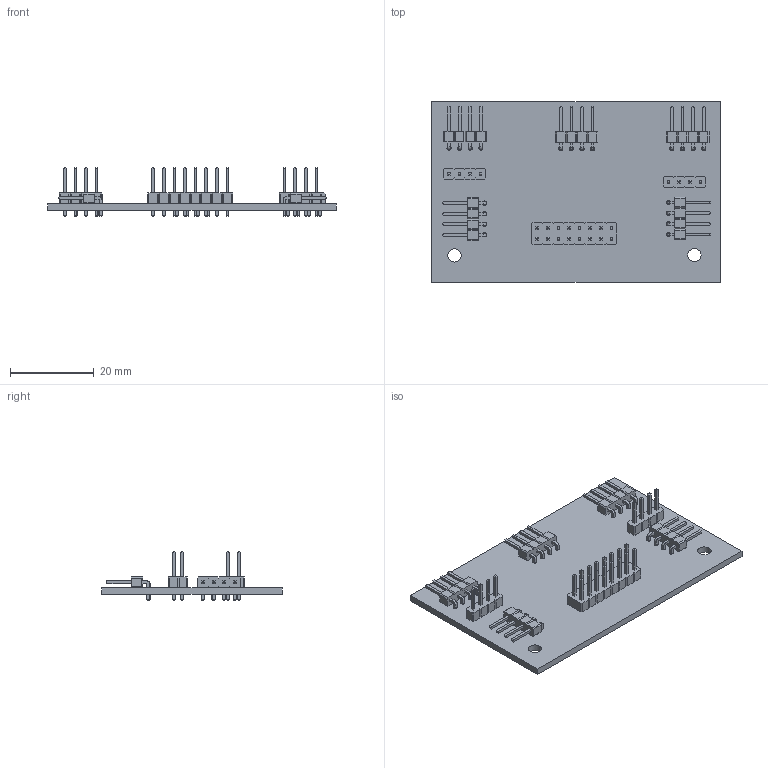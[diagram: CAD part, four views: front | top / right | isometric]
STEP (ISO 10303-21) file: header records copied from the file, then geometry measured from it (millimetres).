
FILE_DESCRIPTION(('KiCad electronic assembly'),'2;1');
FILE_NAME('PCB de Sensores V2.step','2024-08-30T17:56:45',('Pcbnew'),( 'Kicad'),'Open CASCADE STEP processor 7.7','KiCad to STEP converter' ,'Unknown');
FILE_SCHEMA(('AUTOMOTIVE_DESIGN { 1 0 10303 214 1 1 1 1 }'));
Length unit declared in the file: millimetre
Products named in the file (8): PCB de Sensores V2 1; PinHeader_1x04_P2.54mm_Horizontal; PinHeader_1x04_P254mm_Horizontal; PinHeader_1x04_P2.54mm_Vertical; PinHeader_1x04_P254mm_Vertical; PinHeader_2x08_P2.54mm_Vertical; PinHeader_2x08_P254mm_Vertical; _autosave-PCB de Sensores V2_PCB
Assembly tree (12 placements, depth 3):
  PCB de Sensores V2 1
    PinHeader_1x04_P2.54mm_Horizontal  x5
      PinHeader_1x04_P254mm_Horizontal
    PinHeader_1x04_P2.54mm_Vertical  x2
      PinHeader_1x04_P254mm_Vertical
    PinHeader_2x08_P2.54mm_Vertical
      PinHeader_2x08_P254mm_Vertical
    _autosave-PCB de Sensores V2_PCB
Bounding box: 69.2 x 43.25 x 11.54 mm (x, y, z)
Volume: 5598.2 mm3; surface area: 8778.3 mm2
Topology: 9 solids, 9 shells, 1152 faces, 2786 edges, 1740 vertices
Faces by surface type: plane 1086, cylinder 66
Full cylindrical faces by diameter (mm): 1 x44, 3.2 x2
Entity records: 21252 total; most frequent: CARTESIAN_POINT 2973, ORIENTED_EDGE 2904, DIRECTION 2786, EDGE_CURVE 1452, LINE 1352, VECTOR 1352, VERTEX_POINT 904, FACE_BOUND 744
